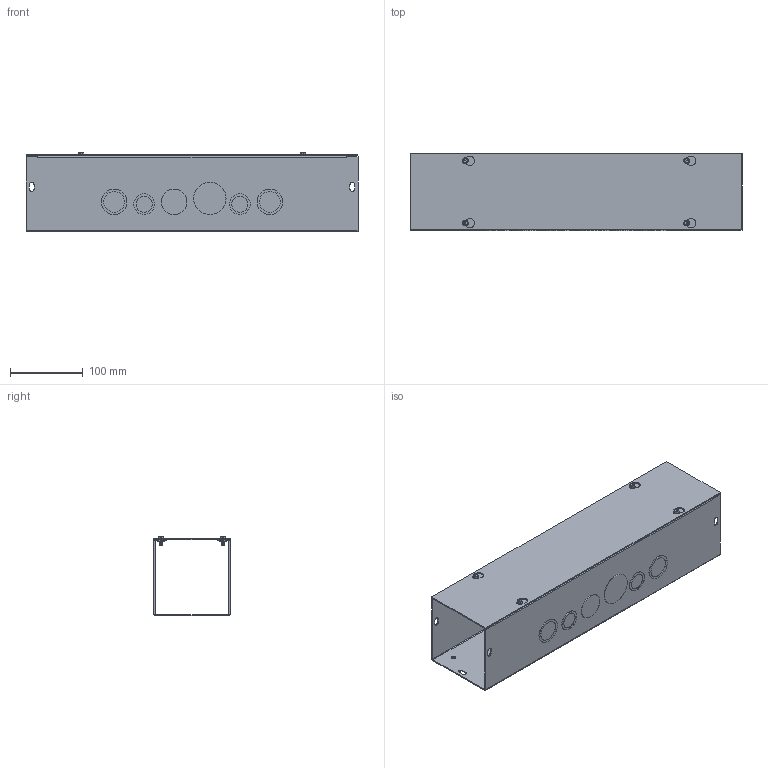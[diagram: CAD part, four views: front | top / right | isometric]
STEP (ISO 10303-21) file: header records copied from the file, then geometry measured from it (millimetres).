
FILE_DESCRIPTION(/* description */ ('WW, S, BLR, CS, 4X4X18'),/* implementation_level */ '2;1');
FILE_NAME(/* name */ 'S4418.stp',/* time_stamp */ '2017-06-23T15:51:35+05:00',/* author */ ('vdas'),/* organization */ (''),/* preprocessor_version */ 'ST-DEVELOPER v16.1',/* originating_system */ 'Autodesk Inventor 2016',/* authorisation */ '');
FILE_SCHEMA (('AUTOMOTIVE_DESIGN { 1 0 10303 214 3 1 1 }'));
Length unit declared in the file: inch
Products named in the file (4): S4418BLR; S4418LID; 372141; S4418
Assembly tree (6 placements, depth 2):
  S4418
    S4418BLR
    S4418LID
    372141  x4
Bounding box: 457.2 x 106.35 x 109.79 mm (x, y, z)
Volume: 326132.4 mm3; surface area: 410645.1 mm2
Topology: 6 solids, 6 shells, 468 faces, 1088 edges, 656 vertices
Faces by surface type: plane 192, cone 108, cylinder 104, torus 56, bspline 8
Full cylindrical faces by diameter (mm): 4.089 x4, 4.595 x32, 6.35 x4, 7.938 x4, 22.225 x4, 28.575 x8, 34.925 x6, 44.45 x2
Entity records: 6965 total; most frequent: CARTESIAN_POINT 1435, DIRECTION 1130, ORIENTED_EDGE 968, EDGE_CURVE 484, AXIS2_PLACEMENT_3D 441, EDGE_LOOP 366, VERTEX_POINT 342, LINE 248
